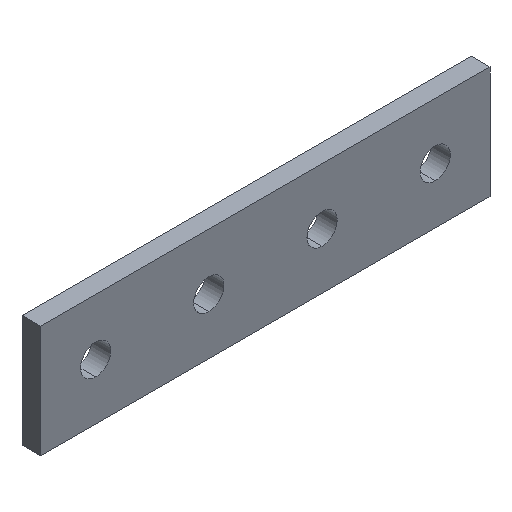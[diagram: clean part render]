
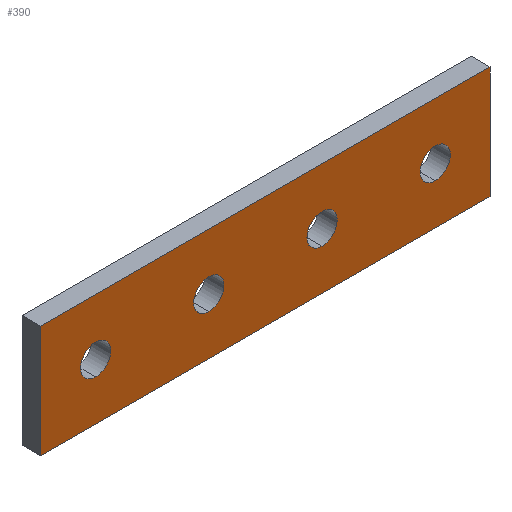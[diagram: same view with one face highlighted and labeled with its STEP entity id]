
A CAD part, isometric view. The second image highlights one B-rep face of the part: STEP entity #390.
In plain terms, the highlighted planar face has unit normal (0, -1, 0).
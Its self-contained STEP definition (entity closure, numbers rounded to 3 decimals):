
#2 = AXIS2_PLACEMENT_3D ( 'NONE', #140, #243, #26 ) ;
#9 = EDGE_CURVE ( 'NONE', #459, #160, #360, .T. ) ;
#19 = EDGE_CURVE ( 'NONE', #377, #469, #429, .T. ) ;
#20 = VECTOR ( 'NONE', #477, 1000. ) ;
#22 = ORIENTED_EDGE ( 'NONE', *, *, #9, .T. ) ;
#25 = PLANE ( 'NONE',  #287 ) ;
#26 = DIRECTION ( 'NONE',  ( 0., 0., 1. ) ) ;
#29 = CARTESIAN_POINT ( 'NONE',  ( 30., 0., -5.95 ) ) ;
#33 = EDGE_CURVE ( 'NONE', #184, #215, #234, .T. ) ;
#40 = EDGE_CURVE ( 'NONE', #285, #431, #104, .T. ) ;
#43 = CIRCLE ( 'NONE', #330, 1.6 ) ;
#51 = CARTESIAN_POINT ( 'NONE',  ( 6., 0., -5.95 ) ) ;
#52 = ORIENTED_EDGE ( 'NONE', *, *, #414, .T. ) ;
#53 = EDGE_CURVE ( 'NONE', #449, #85, #260, .T. ) ;
#58 = FACE_BOUND ( 'NONE', #186, .T. ) ;
#61 = CARTESIAN_POINT ( 'NONE',  ( 18., 0., -4.35 ) ) ;
#64 = AXIS2_PLACEMENT_3D ( 'NONE', #482, #96, #440 ) ;
#70 = DIRECTION ( 'NONE',  ( 0., 1., 0. ) ) ;
#71 = CARTESIAN_POINT ( 'NONE',  ( 6., 0., -4.35 ) ) ;
#75 = EDGE_CURVE ( 'NONE', #296, #126, #426, .T. ) ;
#79 = VECTOR ( 'NONE', #281, 1000. ) ;
#85 = VERTEX_POINT ( 'NONE', #61 ) ;
#91 = LINE ( 'NONE', #240, #79 ) ;
#95 = FACE_BOUND ( 'NONE', #447, .T. ) ;
#96 = DIRECTION ( 'NONE',  ( 0., 1., 0. ) ) ;
#99 = DIRECTION ( 'NONE',  ( 0., 1., 0. ) ) ;
#102 = DIRECTION ( 'NONE',  ( 0., 1., 0. ) ) ;
#104 = LINE ( 'NONE', #471, #190 ) ;
#110 = DIRECTION ( 'NONE',  ( 0., 0., 1. ) ) ;
#114 = ORIENTED_EDGE ( 'NONE', *, *, #53, .T. ) ;
#116 = EDGE_CURVE ( 'NONE', #215, #184, #391, .T. ) ;
#117 = ORIENTED_EDGE ( 'NONE', *, *, #40, .F. ) ;
#119 = EDGE_LOOP ( 'NONE', ( #413, #22 ) ) ;
#120 = DIRECTION ( 'NONE',  ( 0., 1., 0. ) ) ;
#126 = VERTEX_POINT ( 'NONE', #71 ) ;
#134 = FACE_OUTER_BOUND ( 'NONE', #306, .T. ) ;
#135 = DIRECTION ( 'NONE',  ( 1., 0., 0. ) ) ;
#140 = CARTESIAN_POINT ( 'NONE',  ( 30., 0., -5.95 ) ) ;
#150 = AXIS2_PLACEMENT_3D ( 'NONE', #165, #279, #317 ) ;
#160 = VERTEX_POINT ( 'NONE', #368 ) ;
#165 = CARTESIAN_POINT ( 'NONE',  ( 18., 0., -5.95 ) ) ;
#169 = CARTESIAN_POINT ( 'NONE',  ( 0., 0., 0. ) ) ;
#173 = LINE ( 'NONE', #325, #428 ) ;
#175 = ORIENTED_EDGE ( 'NONE', *, *, #33, .T. ) ;
#177 = CIRCLE ( 'NONE', #464, 1.6 ) ;
#183 = CARTESIAN_POINT ( 'NONE',  ( 6., 0., -7.55 ) ) ;
#184 = VERTEX_POINT ( 'NONE', #396 ) ;
#185 = ORIENTED_EDGE ( 'NONE', *, *, #239, .T. ) ;
#186 = EDGE_LOOP ( 'NONE', ( #273, #175 ) ) ;
#190 = VECTOR ( 'NONE', #135, 1000. ) ;
#193 = EDGE_CURVE ( 'NONE', #160, #459, #43, .T. ) ;
#194 = CARTESIAN_POINT ( 'NONE',  ( 47.8, 0., 0. ) ) ;
#198 = DIRECTION ( 'NONE',  ( 0., 0., 1. ) ) ;
#215 = VERTEX_POINT ( 'NONE', #253 ) ;
#218 = EDGE_LOOP ( 'NONE', ( #52, #114 ) ) ;
#223 = ORIENTED_EDGE ( 'NONE', *, *, #19, .T. ) ;
#226 = AXIS2_PLACEMENT_3D ( 'NONE', #282, #102, #382 ) ;
#234 = CIRCLE ( 'NONE', #2, 1.6 ) ;
#237 = CARTESIAN_POINT ( 'NONE',  ( 42., 0., -7.55 ) ) ;
#239 = EDGE_CURVE ( 'NONE', #469, #431, #173, .T. ) ;
#240 = CARTESIAN_POINT ( 'NONE',  ( 0.2, 0., 0. ) ) ;
#243 = DIRECTION ( 'NONE',  ( 0., 1., 0. ) ) ;
#246 = DIRECTION ( 'NONE',  ( 0., 1., 0. ) ) ;
#252 = CARTESIAN_POINT ( 'NONE',  ( 47.8, 0., -11.9 ) ) ;
#253 = CARTESIAN_POINT ( 'NONE',  ( 30., 0., -4.35 ) ) ;
#260 = CIRCLE ( 'NONE', #150, 1.6 ) ;
#268 = CARTESIAN_POINT ( 'NONE',  ( 0.2, 0., 0. ) ) ;
#273 = ORIENTED_EDGE ( 'NONE', *, *, #116, .T. ) ;
#277 = EDGE_CURVE ( 'NONE', #126, #296, #177, .T. ) ;
#279 = DIRECTION ( 'NONE',  ( 0., 1., 0. ) ) ;
#281 = DIRECTION ( 'NONE',  ( 0., 0., 1. ) ) ;
#282 = CARTESIAN_POINT ( 'NONE',  ( 18., 0., -5.95 ) ) ;
#284 = FACE_BOUND ( 'NONE', #119, .T. ) ;
#285 = VERTEX_POINT ( 'NONE', #268 ) ;
#286 = AXIS2_PLACEMENT_3D ( 'NONE', #393, #246, #475 ) ;
#287 = AXIS2_PLACEMENT_3D ( 'NONE', #169, #99, #198 ) ;
#296 = VERTEX_POINT ( 'NONE', #183 ) ;
#306 = EDGE_LOOP ( 'NONE', ( #185, #117, #422, #223 ) ) ;
#317 = DIRECTION ( 'NONE',  ( 0., 0., 1. ) ) ;
#318 = CARTESIAN_POINT ( 'NONE',  ( 0.2, 0., -11.9 ) ) ;
#321 = DIRECTION ( 'NONE',  ( 0., 0., 1. ) ) ;
#325 = CARTESIAN_POINT ( 'NONE',  ( 47.8, 0., 0. ) ) ;
#330 = AXIS2_PLACEMENT_3D ( 'NONE', #359, #70, #110 ) ;
#357 = DIRECTION ( 'NONE',  ( 0., 1., 0. ) ) ;
#359 = CARTESIAN_POINT ( 'NONE',  ( 42., 0., -5.95 ) ) ;
#360 = CIRCLE ( 'NONE', #64, 1.6 ) ;
#363 = ORIENTED_EDGE ( 'NONE', *, *, #75, .T. ) ;
#368 = CARTESIAN_POINT ( 'NONE',  ( 42., 0., -4.35 ) ) ;
#377 = VERTEX_POINT ( 'NONE', #318 ) ;
#382 = DIRECTION ( 'NONE',  ( 0., 0., 1. ) ) ;
#383 = CIRCLE ( 'NONE', #226, 1.6 ) ;
#384 = ORIENTED_EDGE ( 'NONE', *, *, #277, .T. ) ;
#389 = CARTESIAN_POINT ( 'NONE',  ( 18., 0., -7.55 ) ) ;
#390 = ADVANCED_FACE ( 'NONE', ( #284, #58, #468, #95, #134 ), #25, .F. ) ;
#391 = CIRCLE ( 'NONE', #408, 1.6 ) ;
#393 = CARTESIAN_POINT ( 'NONE',  ( 6., 0., -5.95 ) ) ;
#396 = CARTESIAN_POINT ( 'NONE',  ( 30., 0., -7.55 ) ) ;
#398 = EDGE_CURVE ( 'NONE', #377, #285, #91, .T. ) ;
#408 = AXIS2_PLACEMENT_3D ( 'NONE', #29, #357, #321 ) ;
#413 = ORIENTED_EDGE ( 'NONE', *, *, #193, .T. ) ;
#414 = EDGE_CURVE ( 'NONE', #85, #449, #383, .T. ) ;
#416 = DIRECTION ( 'NONE',  ( 0., 0., 1. ) ) ;
#422 = ORIENTED_EDGE ( 'NONE', *, *, #398, .F. ) ;
#426 = CIRCLE ( 'NONE', #286, 1.6 ) ;
#428 = VECTOR ( 'NONE', #483, 1000. ) ;
#429 = LINE ( 'NONE', #434, #20 ) ;
#431 = VERTEX_POINT ( 'NONE', #194 ) ;
#434 = CARTESIAN_POINT ( 'NONE',  ( 0., 0., -11.9 ) ) ;
#440 = DIRECTION ( 'NONE',  ( 0., 0., 1. ) ) ;
#447 = EDGE_LOOP ( 'NONE', ( #384, #363 ) ) ;
#449 = VERTEX_POINT ( 'NONE', #389 ) ;
#459 = VERTEX_POINT ( 'NONE', #237 ) ;
#464 = AXIS2_PLACEMENT_3D ( 'NONE', #51, #120, #416 ) ;
#468 = FACE_BOUND ( 'NONE', #218, .T. ) ;
#469 = VERTEX_POINT ( 'NONE', #252 ) ;
#471 = CARTESIAN_POINT ( 'NONE',  ( 0., 0., 0. ) ) ;
#475 = DIRECTION ( 'NONE',  ( 0., 0., 1. ) ) ;
#477 = DIRECTION ( 'NONE',  ( 1., 0., 0. ) ) ;
#482 = CARTESIAN_POINT ( 'NONE',  ( 42., 0., -5.95 ) ) ;
#483 = DIRECTION ( 'NONE',  ( 0., 0., 1. ) ) ;
